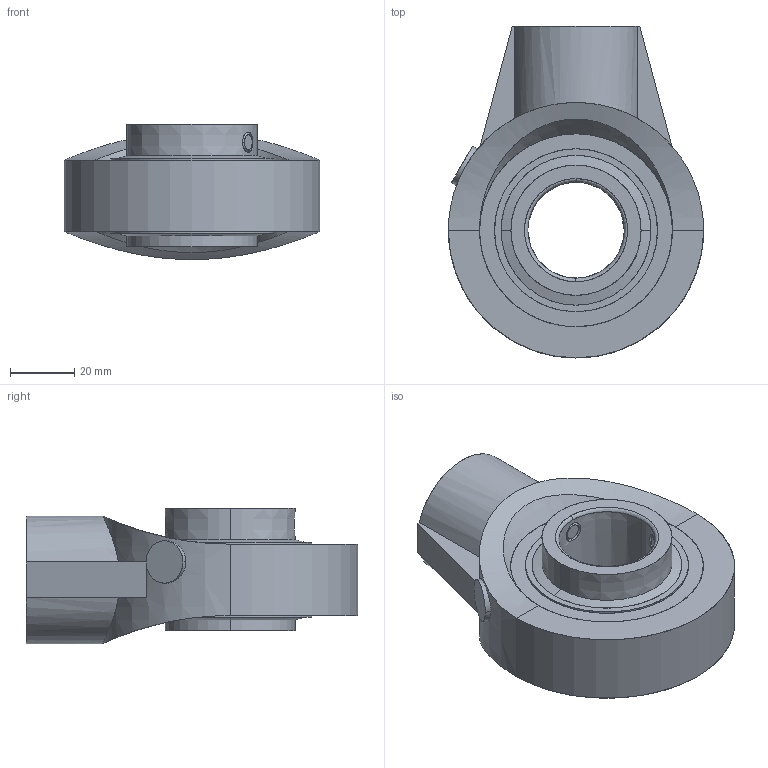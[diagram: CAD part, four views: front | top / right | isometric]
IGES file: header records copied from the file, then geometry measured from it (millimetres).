
Start section: SolidWorks IGES file using analytic representation for surfaces
Global section: file name: SCDEFAU0310162522730.igs; native system: SolidWorks 2008; preprocessor: SolidWorks 2008; author: partstream; date: 080310.172509; units: millimetre
Bounding box: 79.38 x 103.19 x 42.07 mm (x, y, z)
Surface area: 35312.5 mm2 (no closed solid volume)
Topology: 0 solids, 0 shells, 78 faces, 2185 edges, 2210 vertices
Faces by surface type: revolution 48, bspline 30
